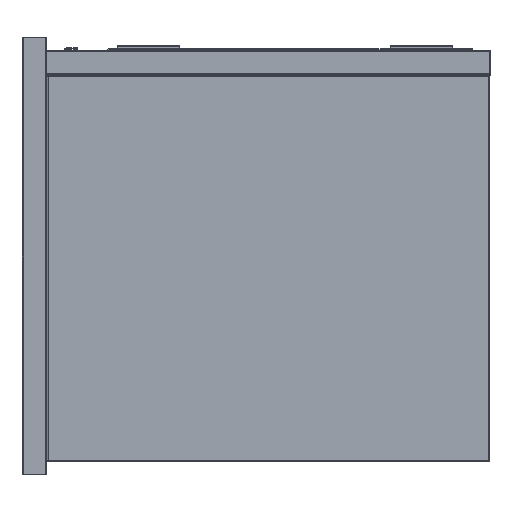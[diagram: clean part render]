
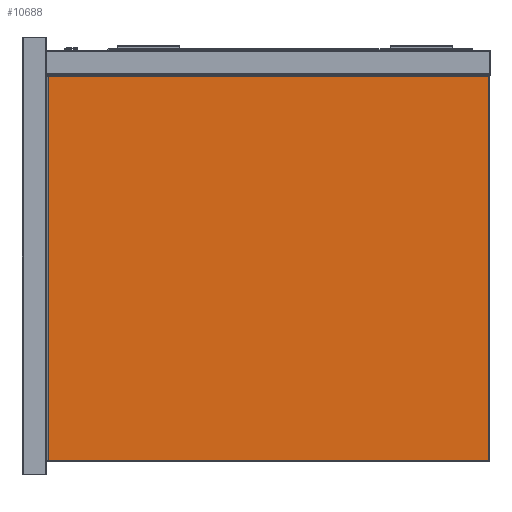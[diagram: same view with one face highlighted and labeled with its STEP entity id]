
A CAD part, left-side view. The second image highlights one B-rep face of the part: STEP entity #10688.
In plain terms, the highlighted planar face has unit normal (-1, 0, 0).
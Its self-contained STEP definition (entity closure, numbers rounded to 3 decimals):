
#1234 = ORIENTED_EDGE ( 'NONE', *, *, #38136, .T. ) ;
#1627 = LINE ( 'NONE', #21397, #31760 ) ;
#1754 = LINE ( 'NONE', #34332, #20924 ) ;
#2079 = AXIS2_PLACEMENT_3D ( 'NONE', #23961, #26482, #11749 ) ;
#2516 = ORIENTED_EDGE ( 'NONE', *, *, #23849, .T. ) ;
#3037 = PLANE ( 'NONE',  #2079 ) ;
#5452 = VERTEX_POINT ( 'NONE', #22206 ) ;
#6198 = VERTEX_POINT ( 'NONE', #13103 ) ;
#10688 = ADVANCED_FACE ( 'Fl�che7', ( #35973 ), #3037, .T. ) ;
#10865 = DIRECTION ( 'NONE',  ( 0., 1., 0. ) ) ;
#11418 = VERTEX_POINT ( 'NONE', #16719 ) ;
#11749 = DIRECTION ( 'NONE',  ( 0., 0., 1. ) ) ;
#11944 = DIRECTION ( 'NONE',  ( 0., 0., -1. ) ) ;
#12017 = DIRECTION ( 'NONE',  ( 0., 0., 1. ) ) ;
#13103 = CARTESIAN_POINT ( 'NONE',  ( -500., -353., -42. ) ) ;
#16719 = CARTESIAN_POINT ( 'NONE',  ( -500., 353., -658. ) ) ;
#19320 = ORIENTED_EDGE ( 'NONE', *, *, #19642, .T. ) ;
#19642 = EDGE_CURVE ( 'NONE', #6198, #5452, #1754, .T. ) ;
#20489 = LINE ( 'NONE', #35600, #22606 ) ;
#20924 = VECTOR ( 'NONE', #10865, 1000. ) ;
#21397 = CARTESIAN_POINT ( 'NONE',  ( -500., -355., -658. ) ) ;
#22206 = CARTESIAN_POINT ( 'NONE',  ( -500., 353., -42. ) ) ;
#22464 = VERTEX_POINT ( 'NONE', #24750 ) ;
#22606 = VECTOR ( 'NONE', #11944, 1000. ) ;
#23849 = EDGE_CURVE ( 'NONE', #11418, #22464, #1627, .T. ) ;
#23961 = CARTESIAN_POINT ( 'NONE',  ( -500., -355., -660. ) ) ;
#24750 = CARTESIAN_POINT ( 'NONE',  ( -500., -353., -658. ) ) ;
#26482 = DIRECTION ( 'NONE',  ( -1., 0., 0. ) ) ;
#29914 = ORIENTED_EDGE ( 'NONE', *, *, #30194, .T. ) ;
#30194 = EDGE_CURVE ( 'NONE', #22464, #6198, #32583, .T. ) ;
#31081 = DIRECTION ( 'NONE',  ( 0., -1., 0. ) ) ;
#31760 = VECTOR ( 'NONE', #31081, 1000. ) ;
#32583 = LINE ( 'NONE', #35673, #36733 ) ;
#33838 = EDGE_LOOP ( 'NONE', ( #29914, #19320, #1234, #2516 ) ) ;
#34332 = CARTESIAN_POINT ( 'NONE',  ( -500., 355., -42. ) ) ;
#35600 = CARTESIAN_POINT ( 'NONE',  ( -500., 353., -660. ) ) ;
#35673 = CARTESIAN_POINT ( 'NONE',  ( -500., -353., -660. ) ) ;
#35973 = FACE_OUTER_BOUND ( 'NONE', #33838, .T. ) ;
#36733 = VECTOR ( 'NONE', #12017, 1000. ) ;
#38136 = EDGE_CURVE ( 'NONE', #5452, #11418, #20489, .T. ) ;
